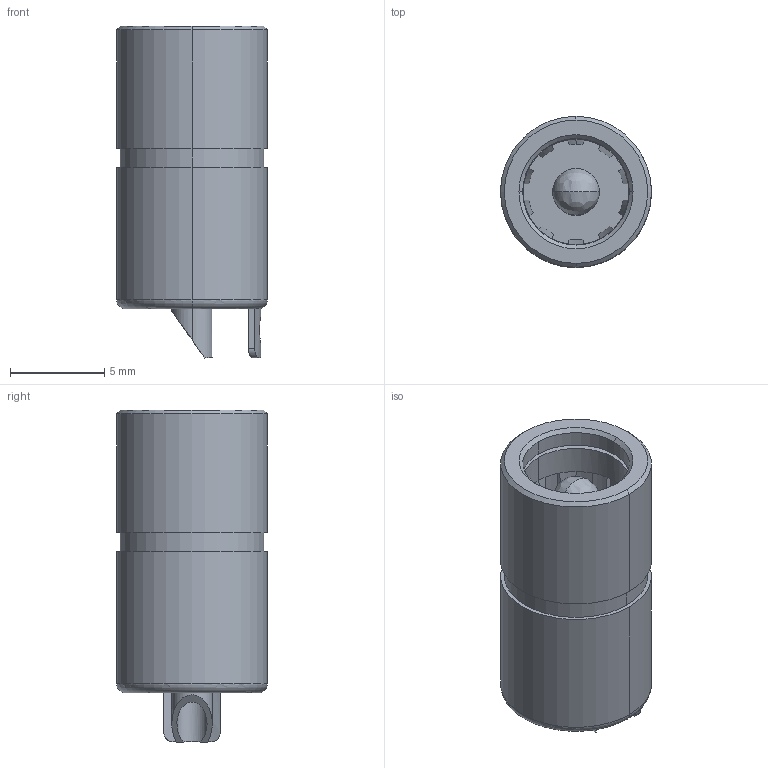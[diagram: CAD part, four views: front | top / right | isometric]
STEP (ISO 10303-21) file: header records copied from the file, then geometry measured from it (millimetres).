
FILE_DESCRIPTION (( 'STEP AP203' ), '1' );
FILE_NAME ('50-01013_revA.STEP', '2025-05-23T18:33:38', ( '' ), ( '' ), 'SwSTEP 2.0', 'SolidWorks 2021', '' );
FILE_SCHEMA (( 'CONFIG_CONTROL_DESIGN' ));
Length unit declared in the file: millimetre
Products named in the file (5): 50-01013 center pin_Center pin; 50-01013 insulator_Insulator; 50-01013_revA; 50-01013 spring contact_Terminal; 50-01013 shell_Shell
Assembly tree (4 placements, depth 2):
  50-01013_revA
    50-01013 center pin_Center pin
    50-01013 insulator_Insulator
    50-01013 spring contact_Terminal
    50-01013 shell_Shell
Bounding box: 8 x 8 x 17.6 mm (x, y, z)
Volume: 457.3 mm3; surface area: 1375.8 mm2
Topology: 4 solids, 4 shells, 157 faces, 398 edges, 233 vertices
Faces by surface type: plane 67, cylinder 48, bspline 28, torus 8, cone 6
Entity records: 6118 total; most frequent: CARTESIAN_POINT 1933, ORIENTED_EDGE 792, DIRECTION 780, EDGE_CURVE 396, AXIS2_PLACEMENT_3D 328, VERTEX_POINT 233, CIRCLE 192, EDGE_LOOP 171
